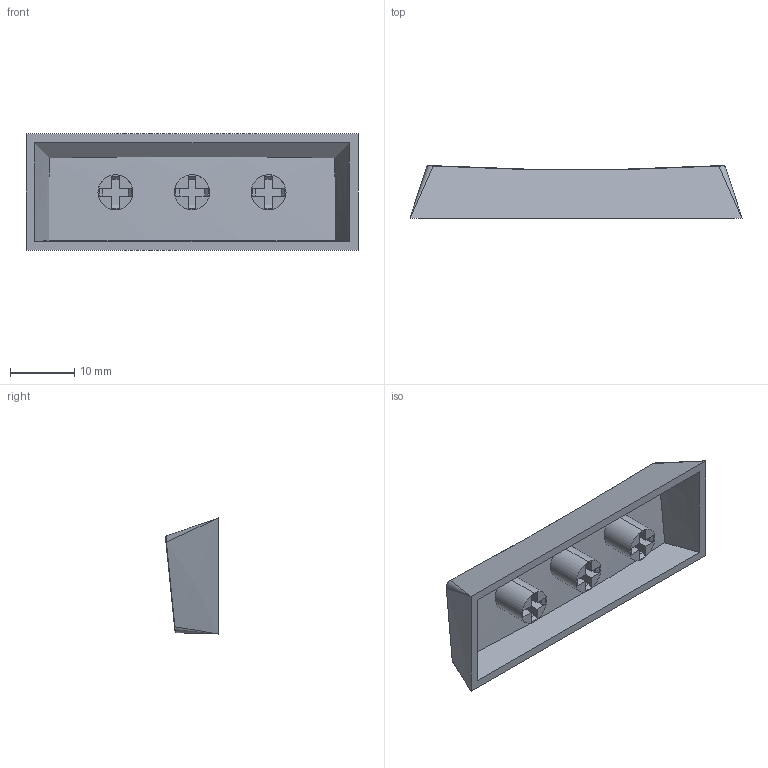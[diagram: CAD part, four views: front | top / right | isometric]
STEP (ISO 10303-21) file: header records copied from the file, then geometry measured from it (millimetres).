
FILE_DESCRIPTION (( 'STEP AP214' ), '1' );
FILE_NAME ('Wookiee Cherry.3 2.75u.STEP', '2017-06-18T21:18:46', ( '' ), ( '' ), 'SwSTEP 2.0', 'SolidWorks 2017', '' );
FILE_SCHEMA (( 'AUTOMOTIVE_DESIGN' ));
Length unit declared in the file: millimetre
Products named in the file (1): Wookiee Cherry.3 2.75u
Bounding box: 51.5 x 8.17 x 18 mm (x, y, z)
Volume: 2191.2 mm3; surface area: 3725 mm2
Topology: 1 solids, 1 shells, 83 faces, 214 edges, 136 vertices
Faces by surface type: plane 56, bspline 21, cylinder 6
Entity records: 3138 total; most frequent: CARTESIAN_POINT 1343, ORIENTED_EDGE 420, DIRECTION 258, EDGE_CURVE 210, VERTEX_POINT 136, LINE 120, VECTOR 120, EDGE_LOOP 90
